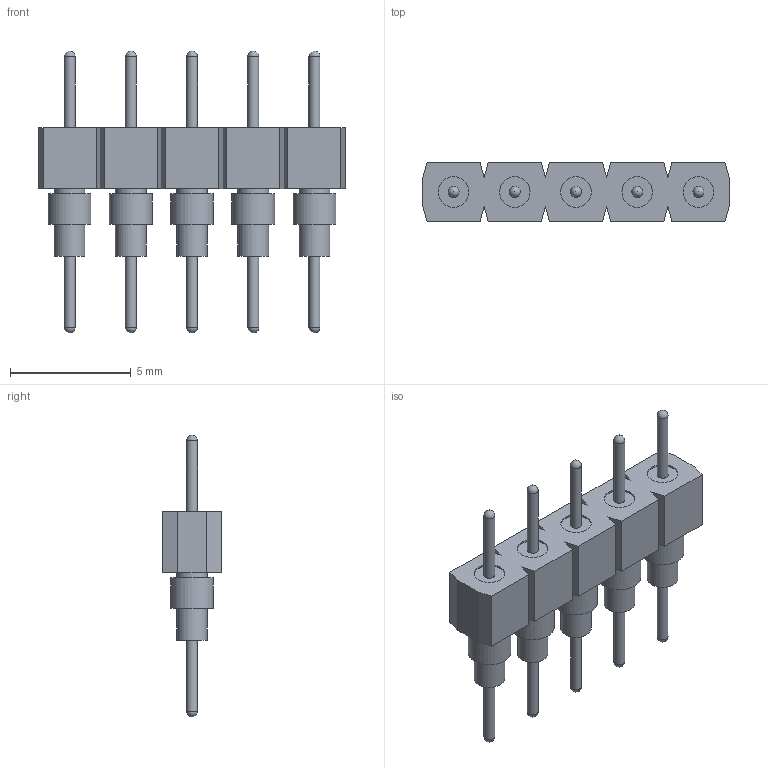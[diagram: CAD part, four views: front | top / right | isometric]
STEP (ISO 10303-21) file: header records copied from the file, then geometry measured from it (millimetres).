
FILE_DESCRIPTION(('FreeCAD Model'),'2;1');
FILE_NAME('Open CASCADE Shape Model','2025-01-12T11:58:19',(''),(''), 'Open CASCADE STEP processor 7.8','FreeCAD','Unknown');
FILE_SCHEMA(('AUTOMOTIVE_DESIGN { 1 0 10303 214 1 1 1 1 }'));
Length unit declared in the file: millimetre
Products named in the file (6): BBS-105-G-A_pins004; BBS-105-G-A_socket; BBS-105-G-A_pins; BBS-105-G-A_pins001; BBS-105-G-A_pins002; BBS-105-G-A_pins003
Bounding box: 12.7 x 2.44 x 11.68 mm (x, y, z)
Volume: 106 mm3; surface area: 377.3 mm2
Topology: 6 solids, 6 shells, 94 faces, 221 edges, 149 vertices
Faces by surface type: plane 54, cylinder 30, sphere 10
Full cylindrical faces by diameter (mm): 0.457 x10, 1.27 x15, 1.778 x5
Entity records: 2802 total; most frequent: CARTESIAN_POINT 535, DIRECTION 436, ORIENTED_EDGE 422, EDGE_CURVE 211, AXIS2_PLACEMENT_3D 170, VERTEX_POINT 149, FACE_BOUND 124, EDGE_LOOP 124
